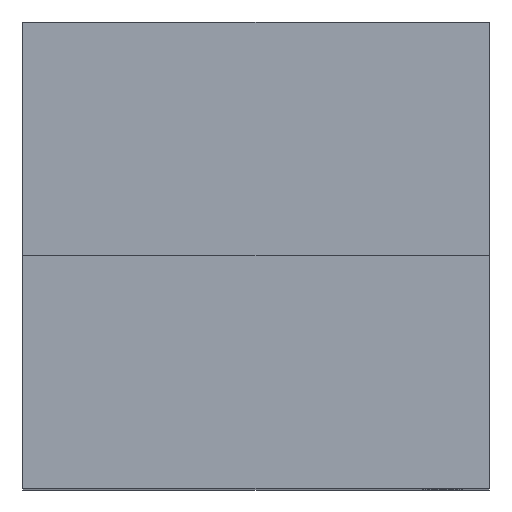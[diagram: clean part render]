
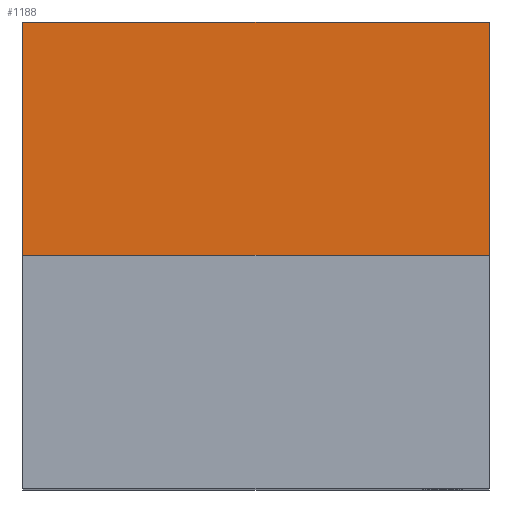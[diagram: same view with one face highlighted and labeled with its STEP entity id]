
A CAD part, top view. The second image highlights one B-rep face of the part: STEP entity #1188.
In plain terms, the highlighted planar face has unit normal (0, 0, 1).
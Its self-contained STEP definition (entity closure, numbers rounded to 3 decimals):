
#86=LINE('',#1956,#170);
#89=LINE('',#1962,#173);
#92=LINE('',#1968,#176);
#95=LINE('',#1972,#179);
#170=VECTOR('',#1637,24.998);
#173=VECTOR('',#1642,49.998);
#176=VECTOR('',#1647,24.998);
#179=VECTOR('',#1652,49.998);
#235=PLANE('',#1321);
#362=FACE_OUTER_BOUND('',#470,.T.);
#470=EDGE_LOOP('',(#1007,#1008,#1009,#1010));
#631=VERTEX_POINT('',#1953);
#632=VERTEX_POINT('',#1955);
#634=VERTEX_POINT('',#1961);
#636=VERTEX_POINT('',#1967);
#760=EDGE_CURVE('',#632,#631,#86,.T.);
#763=EDGE_CURVE('',#634,#632,#89,.T.);
#766=EDGE_CURVE('',#636,#634,#92,.T.);
#769=EDGE_CURVE('',#631,#636,#95,.T.);
#1007=ORIENTED_EDGE('',*,*,#769,.T.);
#1008=ORIENTED_EDGE('',*,*,#766,.T.);
#1009=ORIENTED_EDGE('',*,*,#763,.T.);
#1010=ORIENTED_EDGE('',*,*,#760,.T.);
#1188=ADVANCED_FACE('',(#362),#235,.T.);
#1321=AXIS2_PLACEMENT_3D('',#1973,#1653,#1654);
#1637=DIRECTION('',(0.,1.,0.));
#1642=DIRECTION('',(1.,0.,0.));
#1647=DIRECTION('',(0.,-1.,0.));
#1652=DIRECTION('',(-1.,0.,0.));
#1653=DIRECTION('center_axis',(0.,0.,1.));
#1654=DIRECTION('ref_axis',(1.,0.,0.));
#1953=CARTESIAN_POINT('',(24.999,12.499,73.));
#1955=CARTESIAN_POINT('',(24.999,-12.499,73.));
#1956=CARTESIAN_POINT('',(24.999,12.499,73.));
#1961=CARTESIAN_POINT('',(-24.999,-12.499,73.));
#1962=CARTESIAN_POINT('',(24.999,-12.499,73.));
#1967=CARTESIAN_POINT('',(-24.999,12.499,73.));
#1968=CARTESIAN_POINT('',(-24.999,-12.499,73.));
#1972=CARTESIAN_POINT('',(-24.999,12.499,73.));
#1973=CARTESIAN_POINT('Origin',(0.,0.,73.));
